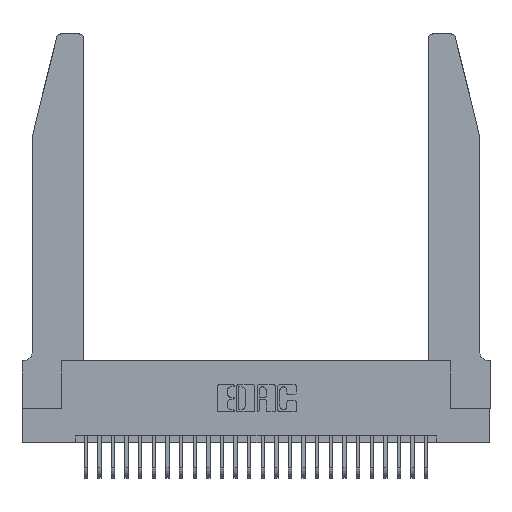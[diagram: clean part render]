
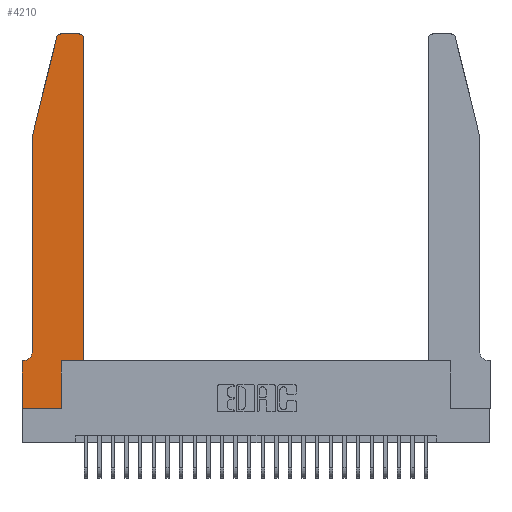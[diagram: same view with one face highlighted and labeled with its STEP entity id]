
A CAD part, top view. The second image highlights one B-rep face of the part: STEP entity #4210.
In plain terms, the highlighted planar face has unit normal (0, 0, 1).
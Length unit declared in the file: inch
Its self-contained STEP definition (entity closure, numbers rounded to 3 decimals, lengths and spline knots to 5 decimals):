
#26 = CARTESIAN_POINT ( 'NONE',  ( 0., 0., 0.37 ) ) ;
#326 = DIRECTION ( 'NONE',  ( -1., 0., 0. ) ) ;
#530 = CIRCLE ( 'NONE', #17010, 0.07 ) ;
#880 = EDGE_CURVE ( 'NONE', #16702, #23606, #11518, .T. ) ;
#1126 = CARTESIAN_POINT ( 'NONE',  ( 0.0055, 0.35, 0.37 ) ) ;
#1532 = EDGE_LOOP ( 'NONE', ( #22014, #18565, #14532, #27942, #10607, #25201, #17528, #20090, #2463, #15195, #11627, #5248 ) ) ;
#2463 = ORIENTED_EDGE ( 'NONE', *, *, #6353, .T. ) ;
#2520 = CARTESIAN_POINT ( 'NONE',  ( 0.2605, 2.75, 0.37 ) ) ;
#2637 = LINE ( 'NONE', #18590, #8599 ) ;
#2649 = DIRECTION ( 'NONE',  ( 0., 0., 1. ) ) ;
#3201 = CARTESIAN_POINT ( 'NONE',  ( 0.4505, 2.72, 0.37 ) ) ;
#3426 = LINE ( 'NONE', #25107, #20550 ) ;
#3800 = VERTEX_POINT ( 'NONE', #3201 ) ;
#3833 = LINE ( 'NONE', #2520, #14998 ) ;
#4210 = ADVANCED_FACE ( 'NONE', ( #6069 ), #28096, .T. ) ;
#5248 = ORIENTED_EDGE ( 'NONE', *, *, #13188, .T. ) ;
#5259 = AXIS2_PLACEMENT_3D ( 'NONE', #24576, #24766, #11210 ) ;
#5792 = LINE ( 'NONE', #10482, #22877 ) ;
#6069 = FACE_OUTER_BOUND ( 'NONE', #1532, .T. ) ;
#6353 = EDGE_CURVE ( 'NONE', #23606, #14887, #27594, .T. ) ;
#6873 = CARTESIAN_POINT ( 'NONE',  ( 0., 0., 0.37 ) ) ;
#7344 = EDGE_CURVE ( 'NONE', #9555, #17185, #26149, .T. ) ;
#7604 = CARTESIAN_POINT ( 'NONE',  ( 0., 0., 0.37 ) ) ;
#7687 = VECTOR ( 'NONE', #7956, 39.37008 ) ;
#7956 = DIRECTION ( 'NONE',  ( 0., -1., 0. ) ) ;
#8271 = VERTEX_POINT ( 'NONE', #14901 ) ;
#8599 = VECTOR ( 'NONE', #12044, 39.37008 ) ;
#8770 = DIRECTION ( 'NONE',  ( -1., 0., 0. ) ) ;
#9555 = VERTEX_POINT ( 'NONE', #1126 ) ;
#10482 = CARTESIAN_POINT ( 'NONE',  ( 0.0755, 2., 0.37 ) ) ;
#10607 = ORIENTED_EDGE ( 'NONE', *, *, #11824, .T. ) ;
#10955 = DIRECTION ( 'NONE',  ( 1., 0., 0. ) ) ;
#10956 = DIRECTION ( 'NONE',  ( 0., 0., 1. ) ) ;
#11210 = DIRECTION ( 'NONE',  ( 1., 0., 0. ) ) ;
#11518 = LINE ( 'NONE', #26, #21649 ) ;
#11627 = ORIENTED_EDGE ( 'NONE', *, *, #26188, .T. ) ;
#11824 = EDGE_CURVE ( 'NONE', #8271, #9555, #530, .T. ) ;
#11974 = VERTEX_POINT ( 'NONE', #16832 ) ;
#12044 = DIRECTION ( 'NONE',  ( 0., 1., 0. ) ) ;
#12818 = DIRECTION ( 'NONE',  ( 1., 0., 0. ) ) ;
#12842 = CARTESIAN_POINT ( 'NONE',  ( 0.0055, 0.42, 0.37 ) ) ;
#12885 = CARTESIAN_POINT ( 'NONE',  ( 0.4205, 2.75, 0.37 ) ) ;
#13110 = CARTESIAN_POINT ( 'NONE',  ( 0.4505, 0.35, 0.37 ) ) ;
#13168 = CARTESIAN_POINT ( 'NONE',  ( 0.284, 2.72, 0.37 ) ) ;
#13188 = EDGE_CURVE ( 'NONE', #3800, #13915, #16229, .T. ) ;
#13839 = CARTESIAN_POINT ( 'NONE',  ( 0.2865, 0., 0.37 ) ) ;
#13915 = VERTEX_POINT ( 'NONE', #12885 ) ;
#14532 = ORIENTED_EDGE ( 'NONE', *, *, #23363, .T. ) ;
#14613 = CARTESIAN_POINT ( 'NONE',  ( 0.2865, 0.35, 0.37 ) ) ;
#14781 = CIRCLE ( 'NONE', #22294, 0.03 ) ;
#14844 = CARTESIAN_POINT ( 'NONE',  ( 0.0755, 2., 0.37 ) ) ;
#14887 = VERTEX_POINT ( 'NONE', #14613 ) ;
#14901 = CARTESIAN_POINT ( 'NONE',  ( 0.0755, 0.42, 0.37 ) ) ;
#14989 = VERTEX_POINT ( 'NONE', #18061 ) ;
#14998 = VECTOR ( 'NONE', #326, 39.37008 ) ;
#15195 = ORIENTED_EDGE ( 'NONE', *, *, #25859, .T. ) ;
#15335 = LINE ( 'NONE', #6873, #7687 ) ;
#16229 = CIRCLE ( 'NONE', #5259, 0.03 ) ;
#16259 = CARTESIAN_POINT ( 'NONE',  ( 0., 0.35, 0.37 ) ) ;
#16420 = EDGE_CURVE ( 'NONE', #17185, #16702, #15335, .T. ) ;
#16702 = VERTEX_POINT ( 'NONE', #7604 ) ;
#16832 = CARTESIAN_POINT ( 'NONE',  ( 0.4505, 0.35, 0.37 ) ) ;
#16937 = DIRECTION ( 'NONE',  ( 0., 1., 0. ) ) ;
#17010 = AXIS2_PLACEMENT_3D ( 'NONE', #12842, #24473, #8770 ) ;
#17185 = VERTEX_POINT ( 'NONE', #16259 ) ;
#17401 = DIRECTION ( 'NONE',  ( 1., 0., 0. ) ) ;
#17528 = ORIENTED_EDGE ( 'NONE', *, *, #16420, .T. ) ;
#18061 = CARTESIAN_POINT ( 'NONE',  ( 0.284, 2.75, 0.37 ) ) ;
#18226 = CARTESIAN_POINT ( 'NONE',  ( 0.25487, 2.72718, 0.37 ) ) ;
#18565 = ORIENTED_EDGE ( 'NONE', *, *, #28123, .T. ) ;
#18590 = CARTESIAN_POINT ( 'NONE',  ( 0.4505, 0.35, 0.37 ) ) ;
#19098 = LINE ( 'NONE', #13110, #20827 ) ;
#19282 = CARTESIAN_POINT ( 'NONE',  ( 0.2865, 0.35, 0.37 ) ) ;
#19535 = DIRECTION ( 'NONE',  ( -0.239, -0.971, 0. ) ) ;
#19831 = VERTEX_POINT ( 'NONE', #14844 ) ;
#20090 = ORIENTED_EDGE ( 'NONE', *, *, #880, .T. ) ;
#20192 = DIRECTION ( 'NONE',  ( 1., 0., 0. ) ) ;
#20423 = AXIS2_PLACEMENT_3D ( 'NONE', #26805, #2649, #10955 ) ;
#20550 = VECTOR ( 'NONE', #25207, 39.37008 ) ;
#20827 = VECTOR ( 'NONE', #12818, 39.37008 ) ;
#21461 = VERTEX_POINT ( 'NONE', #18226 ) ;
#21649 = VECTOR ( 'NONE', #20192, 39.37008 ) ;
#22014 = ORIENTED_EDGE ( 'NONE', *, *, #23625, .T. ) ;
#22294 = AXIS2_PLACEMENT_3D ( 'NONE', #13168, #10956, #17401 ) ;
#22348 = VECTOR ( 'NONE', #16937, 39.37008 ) ;
#22877 = VECTOR ( 'NONE', #19535, 39.37008 ) ;
#23363 = EDGE_CURVE ( 'NONE', #21461, #19831, #5792, .T. ) ;
#23606 = VERTEX_POINT ( 'NONE', #13839 ) ;
#23625 = EDGE_CURVE ( 'NONE', #13915, #14989, #3833, .T. ) ;
#24473 = DIRECTION ( 'NONE',  ( 0., 0., -1. ) ) ;
#24576 = CARTESIAN_POINT ( 'NONE',  ( 0.4205, 2.72, 0.37 ) ) ;
#24766 = DIRECTION ( 'NONE',  ( 0., 0., 1. ) ) ;
#25050 = EDGE_CURVE ( 'NONE', #19831, #8271, #3426, .T. ) ;
#25107 = CARTESIAN_POINT ( 'NONE',  ( 0.0755, 2., 0.37 ) ) ;
#25126 = CARTESIAN_POINT ( 'NONE',  ( 0.0755, 0.35, 0.37 ) ) ;
#25201 = ORIENTED_EDGE ( 'NONE', *, *, #7344, .T. ) ;
#25207 = DIRECTION ( 'NONE',  ( 0., -1., 0. ) ) ;
#25505 = DIRECTION ( 'NONE',  ( -1., 0., 0. ) ) ;
#25859 = EDGE_CURVE ( 'NONE', #14887, #11974, #19098, .T. ) ;
#26149 = LINE ( 'NONE', #25126, #28556 ) ;
#26188 = EDGE_CURVE ( 'NONE', #11974, #3800, #2637, .T. ) ;
#26805 = CARTESIAN_POINT ( 'NONE',  ( 0., 0.35, 0.37 ) ) ;
#27594 = LINE ( 'NONE', #19282, #22348 ) ;
#27942 = ORIENTED_EDGE ( 'NONE', *, *, #25050, .T. ) ;
#28096 = PLANE ( 'NONE',  #20423 ) ;
#28123 = EDGE_CURVE ( 'NONE', #14989, #21461, #14781, .T. ) ;
#28556 = VECTOR ( 'NONE', #25505, 39.37008 ) ;
